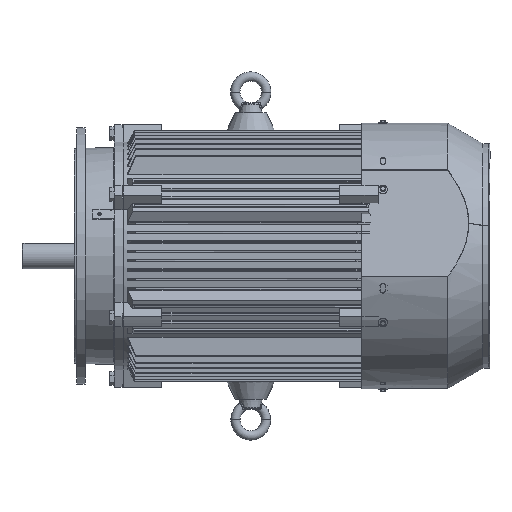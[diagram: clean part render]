
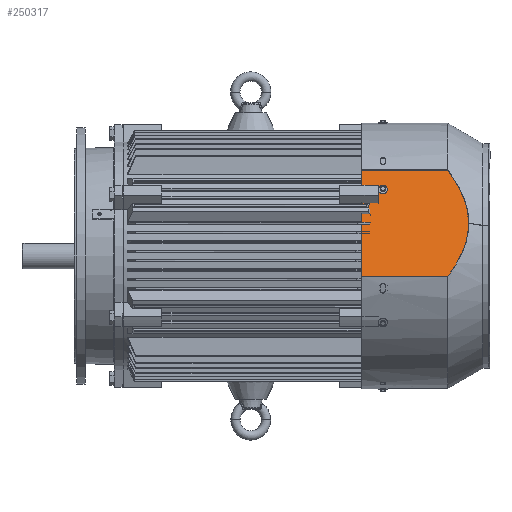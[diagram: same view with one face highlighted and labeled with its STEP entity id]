
A CAD part, front view. The second image highlights one B-rep face of the part: STEP entity #250317.
In plain terms, the highlighted face is planar.
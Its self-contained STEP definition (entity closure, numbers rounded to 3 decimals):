
#246637 = CARTESIAN_POINT ( 'NONE',  ( 131.592, 229.318, -310. ) ) ;
#246639 = CARTESIAN_POINT ( 'NONE',  ( 136.871, 225.677, -310. ) ) ;
#246648 = CARTESIAN_POINT ( 'NONE',  ( 0., 275.627, -310. ) ) ;
#246650 = B_SPLINE_CURVE_WITH_KNOTS ( 'NONE', 3,
 ( #246660, #246639, #246637, #246854, #246853, #246852, #246849, #246847, #246844, #246842, #246840, #246837, #246835, #246832, #246828, #246826, #246823, #246820, #246819, #246816, #246814, #246812, #246810, #246808 ),
 .UNSPECIFIED., .F., .F.,
 ( 4, 2, 2, 2, 2, 2, 2, 2, 2, 2, 2, 4 ),
 ( 0.159, 0.178, 0.188, 0.192, 0.197, 0.216, 0.235, 0.255, 0.264, 0.269, 0.274, 0.312 ),
 .UNSPECIFIED. ) ;
#246660 = CARTESIAN_POINT ( 'NONE',  ( 142.06, 221.933, -310. ) ) ;
#246808 = CARTESIAN_POINT ( 'NONE',  ( 0., 275.627, -310. ) ) ;
#246810 = CARTESIAN_POINT ( 'NONE',  ( 12.784, 275.627, -310. ) ) ;
#246812 = CARTESIAN_POINT ( 'NONE',  ( 25.535, 274.252, -310. ) ) ;
#246814 = CARTESIAN_POINT ( 'NONE',  ( 39.842, 271.218, -310. ) ) ;
#246816 = CARTESIAN_POINT ( 'NONE',  ( 41.43, 270.86, -310. ) ) ;
#246819 = CARTESIAN_POINT ( 'NONE',  ( 44.588, 270.108, -310. ) ) ;
#246820 = CARTESIAN_POINT ( 'NONE',  ( 46.16, 269.714, -310. ) ) ;
#246823 = CARTESIAN_POINT ( 'NONE',  ( 50.852, 268.477, -310. ) ) ;
#246826 = CARTESIAN_POINT ( 'NONE',  ( 53.95, 267.581, -310. ) ) ;
#246828 = CARTESIAN_POINT ( 'NONE',  ( 63.164, 264.695, -310. ) ) ;
#246832 = CARTESIAN_POINT ( 'NONE',  ( 69.196, 262.504, -310. ) ) ;
#246835 = CARTESIAN_POINT ( 'NONE',  ( 81.071, 257.659, -310. ) ) ;
#246837 = CARTESIAN_POINT ( 'NONE',  ( 86.913, 255.005, -310. ) ) ;
#246840 = CARTESIAN_POINT ( 'NONE',  ( 98.43, 249.292, -310. ) ) ;
#246842 = CARTESIAN_POINT ( 'NONE',  ( 104.106, 246.232, -310. ) ) ;
#246844 = CARTESIAN_POINT ( 'NONE',  ( 111.108, 242.186, -310. ) ) ;
#246847 = CARTESIAN_POINT ( 'NONE',  ( 112.505, 241.365, -310. ) ) ;
#246849 = CARTESIAN_POINT ( 'NONE',  ( 115.285, 239.704, -310. ) ) ;
#246852 = CARTESIAN_POINT ( 'NONE',  ( 116.667, 238.865, -310. ) ) ;
#246853 = CARTESIAN_POINT ( 'NONE',  ( 120.792, 236.323, -310. ) ) ;
#246854 = CARTESIAN_POINT ( 'NONE',  ( 123.512, 234.595, -310. ) ) ;
#247575 = CARTESIAN_POINT ( 'NONE',  ( 142.06, 221.933, -310. ) ) ;
#249089 = EDGE_CURVE ( 'NONE', #249288, #249095, #246650, .T. ) ;
#249095 = VERTEX_POINT ( 'NONE', #246648 ) ;
#249288 = VERTEX_POINT ( 'NONE', #247575 ) ;
#249626 = CARTESIAN_POINT ( 'NONE',  ( -142.06, 221.933, -310. ) ) ;
#249715 = VERTEX_POINT ( 'NONE', #249626 ) ;
#249721 = EDGE_CURVE ( 'NONE', #249715, #249725, #249818, .T. ) ;
#249725 = VERTEX_POINT ( 'NONE', #249804 ) ;
#249786 = VERTEX_POINT ( 'NONE', #249832 ) ;
#249794 = EDGE_CURVE ( 'NONE', #249288, #249786, #250022, .T. ) ;
#249804 = CARTESIAN_POINT ( 'NONE',  ( -142.06, 0., -310. ) ) ;
#249809 = DIRECTION ( 'NONE',  ( 0., -1., 0. ) ) ;
#249812 = VECTOR ( 'NONE', #249809, 1000. ) ;
#249815 = CARTESIAN_POINT ( 'NONE',  ( -142.06, 330., -310. ) ) ;
#249818 = LINE ( 'NONE', #249815, #249812 ) ;
#249832 = CARTESIAN_POINT ( 'NONE',  ( 142.06, 0., -310. ) ) ;
#249948 = CARTESIAN_POINT ( 'NONE',  ( -69.342, 262.45, -310. ) ) ;
#249950 = CARTESIAN_POINT ( 'NONE',  ( -63.297, 264.648, -310. ) ) ;
#250016 = DIRECTION ( 'NONE',  ( 0., -1., 0. ) ) ;
#250017 = VECTOR ( 'NONE', #250016, 1000. ) ;
#250020 = CARTESIAN_POINT ( 'NONE',  ( 142.06, 330., -310. ) ) ;
#250022 = LINE ( 'NONE', #250020, #250017 ) ;
#250317 = ADVANCED_FACE ( 'NONE', ( #252473 ), #252574, .F. ) ;
#250323 = EDGE_LOOP ( 'NONE', ( #250333, #250340, #250347, #250359, #250363 ) ) ;
#250333 = ORIENTED_EDGE ( 'NONE', *, *, #249089, .F. ) ;
#250340 = ORIENTED_EDGE ( 'NONE', *, *, #249794, .T. ) ;
#250347 = ORIENTED_EDGE ( 'NONE', *, *, #250350, .T. ) ;
#250350 = EDGE_CURVE ( 'NONE', #249786, #249725, #252744, .T. ) ;
#250359 = ORIENTED_EDGE ( 'NONE', *, *, #249721, .F. ) ;
#250363 = ORIENTED_EDGE ( 'NONE', *, *, #250369, .F. ) ;
#250369 = EDGE_CURVE ( 'NONE', #249095, #249715, #252707, .T. ) ;
#251738 = CARTESIAN_POINT ( 'NONE',  ( -81.267, 257.574, -310. ) ) ;
#252473 = FACE_OUTER_BOUND ( 'NONE', #250323, .T. ) ;
#252557 = DIRECTION ( 'NONE',  ( 1., 0., 0. ) ) ;
#252559 = DIRECTION ( 'NONE',  ( 0., 0., 1. ) ) ;
#252561 = CARTESIAN_POINT ( 'NONE',  ( -142.06, 330., -310. ) ) ;
#252562 = AXIS2_PLACEMENT_3D ( 'NONE', #252561, #252559, #252557 ) ;
#252574 = PLANE ( 'NONE',  #252562 ) ;
#252641 = CARTESIAN_POINT ( 'NONE',  ( -51.018, 268.505, -310. ) ) ;
#252643 = CARTESIAN_POINT ( 'NONE',  ( -44.784, 270.162, -310. ) ) ;
#252646 = CARTESIAN_POINT ( 'NONE',  ( -36.859, 271.852, -310. ) ) ;
#252650 = CARTESIAN_POINT ( 'NONE',  ( -35.267, 272.17, -310. ) ) ;
#252653 = CARTESIAN_POINT ( 'NONE',  ( -32.07, 272.768, -310. ) ) ;
#252655 = CARTESIAN_POINT ( 'NONE',  ( -30.462, 273.048, -310. ) ) ;
#252657 = CARTESIAN_POINT ( 'NONE',  ( -25.643, 273.822, -310. ) ) ;
#252659 = CARTESIAN_POINT ( 'NONE',  ( -22.433, 274.251, -310. ) ) ;
#252692 = CARTESIAN_POINT ( 'NONE',  ( -12.808, 275.283, -310. ) ) ;
#252694 = CARTESIAN_POINT ( 'NONE',  ( -6.4, 275.627, -310. ) ) ;
#252697 = CARTESIAN_POINT ( 'NONE',  ( 0., 275.627, -310. ) ) ;
#252707 = B_SPLINE_CURVE_WITH_KNOTS ( 'NONE', 3,
 ( #252697, #252694, #252692, #252659, #252657, #252655, #252653, #252650, #252646, #252643, #252641, #249950, #249948, #251738, #252868, #252865, #252863, #252861, #252859, #252857, #252855, #252852, #252848, #252845 ),
 .UNSPECIFIED., .F., .F.,
 ( 4, 2, 2, 2, 2, 2, 2, 2, 2, 2, 2, 4 ),
 ( 0.312, 0.331, 0.341, 0.345, 0.35, 0.369, 0.388, 0.408, 0.417, 0.427, 0.446, 0.465 ),
 .UNSPECIFIED. ) ;
#252736 = DIRECTION ( 'NONE',  ( -1., 0., 0. ) ) ;
#252738 = VECTOR ( 'NONE', #252736, 1000. ) ;
#252742 = CARTESIAN_POINT ( 'NONE',  ( -142.06, 0., -310. ) ) ;
#252744 = LINE ( 'NONE', #252742, #252738 ) ;
#252845 = CARTESIAN_POINT ( 'NONE',  ( -142.06, 221.933, -310. ) ) ;
#252848 = CARTESIAN_POINT ( 'NONE',  ( -136.922, 225.641, -310. ) ) ;
#252852 = CARTESIAN_POINT ( 'NONE',  ( -131.695, 229.246, -310. ) ) ;
#252855 = CARTESIAN_POINT ( 'NONE',  ( -121.032, 236.218, -310. ) ) ;
#252857 = CARTESIAN_POINT ( 'NONE',  ( -115.595, 239.585, -310. ) ) ;
#252859 = CARTESIAN_POINT ( 'NONE',  ( -107.25, 244.419, -310. ) ) ;
#252861 = CARTESIAN_POINT ( 'NONE',  ( -104.437, 245.994, -310. ) ) ;
#252863 = CARTESIAN_POINT ( 'NONE',  ( -98.742, 249.066, -310. ) ) ;
#252865 = CARTESIAN_POINT ( 'NONE',  ( -95.854, 250.565, -310. ) ) ;
#252868 = CARTESIAN_POINT ( 'NONE',  ( -87.146, 254.898, -310. ) ) ;
